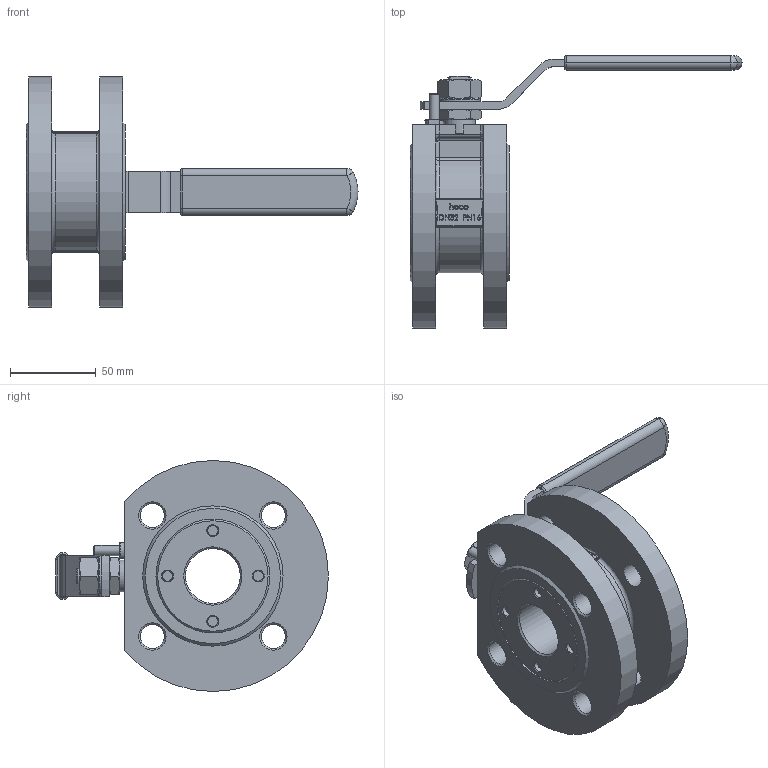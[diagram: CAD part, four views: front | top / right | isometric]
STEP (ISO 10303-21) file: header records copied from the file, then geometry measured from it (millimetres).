
FILE_DESCRIPTION (( 'STEP AP214' ), '1' );
FILE_NAME ('KK-114-000-4 Kugelhahn heco step214.STEP', '2011-09-01T14:45:00', ( 'test' ), ( '' ), 'SwSTEP 2.0', 'SolidWorks 2011', '' );
FILE_SCHEMA (( 'AUTOMOTIVE_DESIGN' ));
Length unit declared in the file: millimetre
Products named in the file (1): KK-114-000-4 Kugelhahn heco step214
Bounding box: 194 x 159.4 x 135 mm (x, y, z)
Volume: 478208.4 mm3; surface area: 86081.4 mm2
Topology: 2 solids, 3 shells, 638 faces, 1624 edges, 1045 vertices
Faces by surface type: plane 291, bspline 194, cylinder 77, cone 51, torus 13, sphere 12
Full cylindrical faces by diameter (mm): 4.02 x4, 6 x5, 14 x8, 18.5 x1, 24 x1, 32 x1, 66.5 x1
Entity records: 36079 total; most frequent: CARTESIAN_POINT 15253, ORIENTED_EDGE 3094, DIRECTION 2230, EDGE_CURVE 1547, VERTEX_POINT 1021, LINE 842, VECTOR 842, EDGE_LOOP 762
